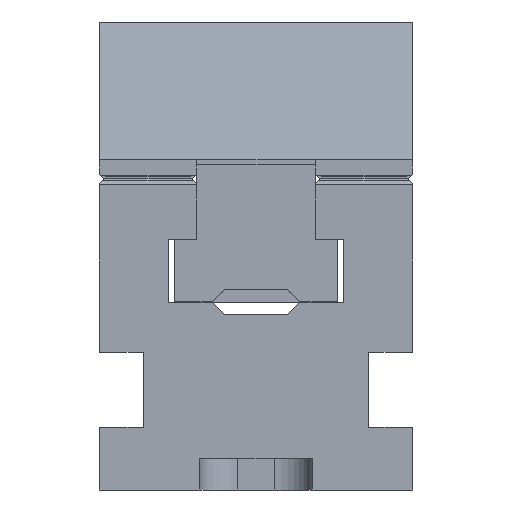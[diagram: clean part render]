
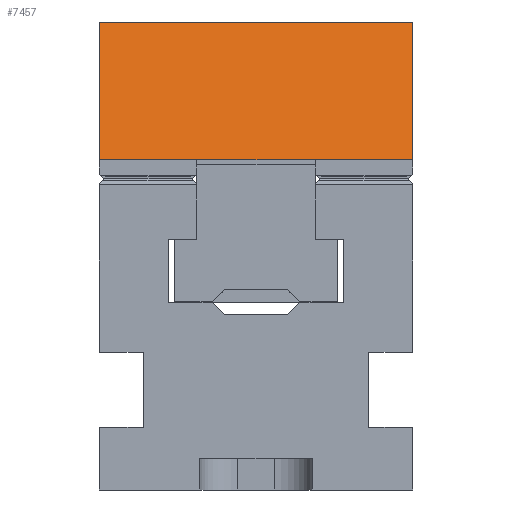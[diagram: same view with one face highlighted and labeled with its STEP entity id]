
A CAD part, front view. The second image highlights one B-rep face of the part: STEP entity #7457.
In plain terms, the highlighted face is planar.
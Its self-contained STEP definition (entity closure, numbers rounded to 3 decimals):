
#7457 = ADVANCED_FACE( '', ( #16034 ), #16035, .T. );
#16034 = FACE_OUTER_BOUND( '', #25752, .T. );
#16035 = PLANE( '', #25753 );
#25752 = EDGE_LOOP( '', ( #48324, #48325, #48326, #48327, #48328, #48329, #48330, #48331 ) );
#25753 = AXIS2_PLACEMENT_3D( '', #48332, #48333, #48334 );
#48324 = ORIENTED_EDGE( '', *, *, #65611, .F. );
#48325 = ORIENTED_EDGE( '', *, *, #69932, .T. );
#48326 = ORIENTED_EDGE( '', *, *, #60479, .F. );
#48327 = ORIENTED_EDGE( '', *, *, #68940, .F. );
#48328 = ORIENTED_EDGE( '', *, *, #65673, .T. );
#48329 = ORIENTED_EDGE( '', *, *, #64211, .T. );
#48330 = ORIENTED_EDGE( '', *, *, #68809, .F. );
#48331 = ORIENTED_EDGE( '', *, *, #65233, .F. );
#48332 = CARTESIAN_POINT( '', ( 25., 19.1, 12.5 ) );
#48333 = DIRECTION( '', ( 0., 0.966, 0.259 ) );
#48334 = DIRECTION( '', ( 0., -0.259, 0.966 ) );
#60479 = EDGE_CURVE( '', #73024, #73026, #73027, .T. );
#64211 = EDGE_CURVE( '', #79614, #79622, #79624, .T. );
#65233 = EDGE_CURVE( '', #81230, #81232, #81233, .T. );
#65611 = EDGE_CURVE( '', #81818, #81230, #81820, .T. );
#65673 = EDGE_CURVE( '', #81918, #79614, #81919, .T. );
#68809 = EDGE_CURVE( '', #81232, #79622, #86540, .T. );
#68940 = EDGE_CURVE( '', #81918, #73024, #86719, .T. );
#69932 = EDGE_CURVE( '', #81818, #73026, #88011, .T. );
#73024 = VERTEX_POINT( '', #91711 );
#73026 = VERTEX_POINT( '', #91714 );
#73027 = LINE( '', #91715, #91716 );
#79614 = VERTEX_POINT( '', #101534 );
#79622 = VERTEX_POINT( '', #101546 );
#79624 = LINE( '', #101549, #101550 );
#81230 = VERTEX_POINT( '', #103925 );
#81232 = VERTEX_POINT( '', #103928 );
#81233 = LINE( '', #103929, #103930 );
#81818 = VERTEX_POINT( '', #104812 );
#81820 = LINE( '', #104815, #104816 );
#81918 = VERTEX_POINT( '', #104960 );
#81919 = LINE( '', #104961, #104962 );
#86540 = LINE( '', #112093, #112094 );
#86719 = LINE( '', #112374, #112375 );
#88011 = LINE( '', #114285, #114286 );
#91711 = CARTESIAN_POINT( '', ( -25., 19.1, 12.5 ) );
#91714 = CARTESIAN_POINT( '', ( -25., 25., -9.519 ) );
#91715 = CARTESIAN_POINT( '', ( -25., 19.1, 12.5 ) );
#91716 = VECTOR( '', #119022, 1000. );
#101534 = CARTESIAN_POINT( '', ( 25., 25., -9.519 ) );
#101546 = CARTESIAN_POINT( '', ( 9.5, 25., -9.519 ) );
#101549 = CARTESIAN_POINT( '', ( 25., 25., -9.519 ) );
#101550 = VECTOR( '', #122398, 1000. );
#103925 = CARTESIAN_POINT( '', ( -9.5, 24.995, -9.5 ) );
#103928 = CARTESIAN_POINT( '', ( 9.5, 24.995, -9.5 ) );
#103929 = CARTESIAN_POINT( '', ( 25., 24.995, -9.5 ) );
#103930 = VECTOR( '', #123258, 1000. );
#104812 = CARTESIAN_POINT( '', ( -9.5, 25., -9.519 ) );
#104815 = CARTESIAN_POINT( '', ( -9.5, 19.1, 12.5 ) );
#104816 = VECTOR( '', #123556, 1000. );
#104960 = CARTESIAN_POINT( '', ( 25., 19.1, 12.5 ) );
#104961 = CARTESIAN_POINT( '', ( 25., 19.1, 12.5 ) );
#104962 = VECTOR( '', #123603, 1000. );
#112093 = CARTESIAN_POINT( '', ( 9.5, 19.1, 12.5 ) );
#112094 = VECTOR( '', #126151, 1000. );
#112374 = CARTESIAN_POINT( '', ( 25., 19.1, 12.5 ) );
#112375 = VECTOR( '', #126256, 1000. );
#114285 = CARTESIAN_POINT( '', ( 25., 25., -9.519 ) );
#114286 = VECTOR( '', #126995, 1000. );
#119022 = DIRECTION( '', ( 0., 0.259, -0.966 ) );
#122398 = DIRECTION( '', ( -1., 0., 0. ) );
#123258 = DIRECTION( '', ( 1., 0., 0. ) );
#123556 = DIRECTION( '', ( 0., -0.259, 0.966 ) );
#123603 = DIRECTION( '', ( 0., 0.259, -0.966 ) );
#126151 = DIRECTION( '', ( 0., 0.259, -0.966 ) );
#126256 = DIRECTION( '', ( -1., 0., 0. ) );
#126995 = DIRECTION( '', ( -1., 0., 0. ) );
